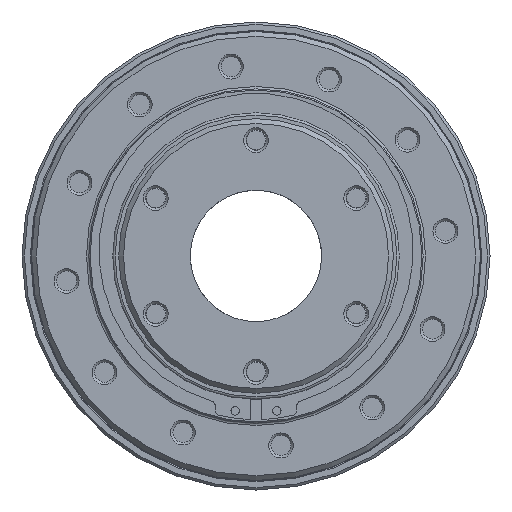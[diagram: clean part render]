
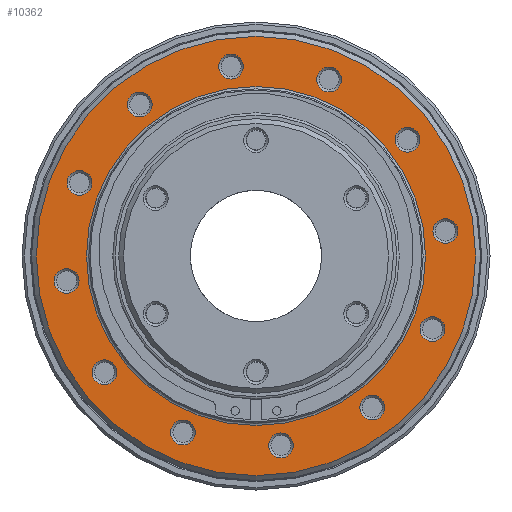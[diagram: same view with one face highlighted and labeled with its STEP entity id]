
A CAD part, left-side view. The second image highlights one B-rep face of the part: STEP entity #10362.
In plain terms, the highlighted planar face has unit normal (-1, 0, 0).
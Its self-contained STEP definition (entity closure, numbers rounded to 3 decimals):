
#1880=PLANE('',#11776);
#2765=ORIENTED_EDGE('',*,*,#5343,.T.);
#2766=ORIENTED_EDGE('',*,*,#5346,.T.);
#2767=ORIENTED_EDGE('',*,*,#5349,.T.);
#2768=ORIENTED_EDGE('',*,*,#5352,.T.);
#2769=ORIENTED_EDGE('',*,*,#5355,.T.);
#2770=ORIENTED_EDGE('',*,*,#5358,.T.);
#2771=ORIENTED_EDGE('',*,*,#5361,.T.);
#2772=ORIENTED_EDGE('',*,*,#5364,.T.);
#2773=ORIENTED_EDGE('',*,*,#5367,.T.);
#2774=ORIENTED_EDGE('',*,*,#5370,.T.);
#2775=ORIENTED_EDGE('',*,*,#5373,.T.);
#2776=ORIENTED_EDGE('',*,*,#5417,.T.);
#2777=ORIENTED_EDGE('',*,*,#5418,.T.);
#2778=ORIENTED_EDGE('',*,*,#5419,.T.);
#5343=EDGE_CURVE('',#6751,#6751,#7792,.F.);
#5346=EDGE_CURVE('',#6754,#6754,#7795,.F.);
#5349=EDGE_CURVE('',#6757,#6757,#7798,.F.);
#5352=EDGE_CURVE('',#6760,#6760,#7801,.F.);
#5355=EDGE_CURVE('',#6763,#6763,#7804,.F.);
#5358=EDGE_CURVE('',#6766,#6766,#7807,.F.);
#5361=EDGE_CURVE('',#6769,#6769,#7810,.F.);
#5364=EDGE_CURVE('',#6772,#6772,#7813,.F.);
#5367=EDGE_CURVE('',#6775,#6775,#7816,.F.);
#5370=EDGE_CURVE('',#6778,#6778,#7819,.F.);
#5373=EDGE_CURVE('',#6781,#6781,#7822,.F.);
#5417=EDGE_CURVE('',#6825,#6825,#7866,.F.);
#5418=EDGE_CURVE('',#6826,#6826,#7867,.T.);
#5419=EDGE_CURVE('',#6827,#6827,#7868,.F.);
#6751=VERTEX_POINT('',#15627);
#6754=VERTEX_POINT('',#15635);
#6757=VERTEX_POINT('',#15643);
#6760=VERTEX_POINT('',#15651);
#6763=VERTEX_POINT('',#15659);
#6766=VERTEX_POINT('',#15667);
#6769=VERTEX_POINT('',#15675);
#6772=VERTEX_POINT('',#15683);
#6775=VERTEX_POINT('',#15691);
#6778=VERTEX_POINT('',#15699);
#6781=VERTEX_POINT('',#15707);
#6825=VERTEX_POINT('',#15799);
#6826=VERTEX_POINT('',#15801);
#6827=VERTEX_POINT('',#15803);
#7792=CIRCLE('',#11679,5.188);
#7795=CIRCLE('',#11684,5.188);
#7798=CIRCLE('',#11689,5.188);
#7801=CIRCLE('',#11694,5.188);
#7804=CIRCLE('',#11699,5.188);
#7807=CIRCLE('',#11704,5.188);
#7810=CIRCLE('',#11709,5.188);
#7813=CIRCLE('',#11714,5.188);
#7816=CIRCLE('',#11719,5.188);
#7819=CIRCLE('',#11724,5.188);
#7822=CIRCLE('',#11729,5.188);
#7866=CIRCLE('',#11777,5.188);
#7867=CIRCLE('',#11778,92.);
#7868=CIRCLE('',#11779,71.);
#8366=EDGE_LOOP('',(#2765));
#8367=EDGE_LOOP('',(#2766));
#8368=EDGE_LOOP('',(#2767));
#8369=EDGE_LOOP('',(#2768));
#8370=EDGE_LOOP('',(#2769));
#8371=EDGE_LOOP('',(#2770));
#8372=EDGE_LOOP('',(#2771));
#8373=EDGE_LOOP('',(#2772));
#8374=EDGE_LOOP('',(#2773));
#8375=EDGE_LOOP('',(#2774));
#8376=EDGE_LOOP('',(#2775));
#8377=EDGE_LOOP('',(#2776));
#8378=EDGE_LOOP('',(#2777));
#8379=EDGE_LOOP('',(#2778));
#9390=FACE_BOUND('',#8366,.T.);
#9391=FACE_BOUND('',#8367,.T.);
#9392=FACE_BOUND('',#8368,.T.);
#9393=FACE_BOUND('',#8369,.T.);
#9394=FACE_BOUND('',#8370,.T.);
#9395=FACE_BOUND('',#8371,.T.);
#9396=FACE_BOUND('',#8372,.T.);
#9397=FACE_BOUND('',#8373,.T.);
#9398=FACE_BOUND('',#8374,.T.);
#9399=FACE_BOUND('',#8375,.T.);
#9400=FACE_BOUND('',#8376,.T.);
#9401=FACE_BOUND('',#8377,.T.);
#9402=FACE_BOUND('',#8378,.T.);
#9403=FACE_BOUND('',#8379,.T.);
#10362=ADVANCED_FACE('',(#9390,#9391,#9392,#9393,#9394,#9395,#9396,#9397,
#9398,#9399,#9400,#9401,#9402,#9403),#1880,.T.);
#11679=AXIS2_PLACEMENT_3D('',#15626,#13052,#13053);
#11684=AXIS2_PLACEMENT_3D('',#15634,#13062,#13063);
#11689=AXIS2_PLACEMENT_3D('',#15642,#13072,#13073);
#11694=AXIS2_PLACEMENT_3D('',#15650,#13082,#13083);
#11699=AXIS2_PLACEMENT_3D('',#15658,#13092,#13093);
#11704=AXIS2_PLACEMENT_3D('',#15666,#13102,#13103);
#11709=AXIS2_PLACEMENT_3D('',#15674,#13112,#13113);
#11714=AXIS2_PLACEMENT_3D('',#15682,#13122,#13123);
#11719=AXIS2_PLACEMENT_3D('',#15690,#13132,#13133);
#11724=AXIS2_PLACEMENT_3D('',#15698,#13142,#13143);
#11729=AXIS2_PLACEMENT_3D('',#15706,#13152,#13153);
#11776=AXIS2_PLACEMENT_3D('',#15797,#13246,#13247);
#11777=AXIS2_PLACEMENT_3D('',#15798,#13248,#13249);
#11778=AXIS2_PLACEMENT_3D('',#15800,#13250,#13251);
#11779=AXIS2_PLACEMENT_3D('',#15802,#13252,#13253);
#13052=DIRECTION('',(-1.,0.,0.));
#13053=DIRECTION('',(0.,0.5,0.866));
#13062=DIRECTION('',(-1.,0.,0.));
#13063=DIRECTION('',(0.,0.866,0.5));
#13072=DIRECTION('',(-1.,0.,0.));
#13073=DIRECTION('',(0.,1.,0.));
#13082=DIRECTION('',(-1.,0.,0.));
#13083=DIRECTION('',(0.,0.866,-0.5));
#13092=DIRECTION('',(-1.,0.,0.));
#13093=DIRECTION('',(0.,0.5,-0.866));
#13102=DIRECTION('',(-1.,0.,0.));
#13103=DIRECTION('',(0.,0.,-1.));
#13112=DIRECTION('',(-1.,0.,0.));
#13113=DIRECTION('',(0.,-0.5,-0.866));
#13122=DIRECTION('',(-1.,0.,0.));
#13123=DIRECTION('',(0.,-0.866,-0.5));
#13132=DIRECTION('',(-1.,0.,0.));
#13133=DIRECTION('',(0.,-1.,0.));
#13142=DIRECTION('',(-1.,0.,0.));
#13143=DIRECTION('',(0.,-0.866,0.5));
#13152=DIRECTION('',(-1.,0.,0.));
#13153=DIRECTION('',(0.,-0.5,0.866));
#13246=DIRECTION('',(-1.,0.,0.));
#13247=DIRECTION('',(0.,0.,1.));
#13248=DIRECTION('',(-1.,0.,0.));
#13249=DIRECTION('',(0.,0.,1.));
#13250=DIRECTION('',(-1.,0.,0.));
#13251=DIRECTION('',(0.,0.,1.));
#13252=DIRECTION('',(-1.,0.,0.));
#13253=DIRECTION('',(0.,0.,1.));
#15626=CARTESIAN_POINT('',(-18.,79.316,-10.442));
#15627=CARTESIAN_POINT('',(-18.,81.91,-5.949));
#15634=CARTESIAN_POINT('',(-18.,63.468,-48.701));
#15635=CARTESIAN_POINT('',(-18.,67.961,-46.107));
#15642=CARTESIAN_POINT('',(-18.,30.615,-73.91));
#15643=CARTESIAN_POINT('',(-18.,35.803,-73.91));
#15650=CARTESIAN_POINT('',(-18.,-10.442,-79.316));
#15651=CARTESIAN_POINT('',(-18.,-5.949,-81.91));
#15658=CARTESIAN_POINT('',(-18.,-48.701,-63.468));
#15659=CARTESIAN_POINT('',(-18.,-46.107,-67.961));
#15666=CARTESIAN_POINT('',(-18.,-73.91,-30.615));
#15667=CARTESIAN_POINT('',(-18.,-73.91,-35.803));
#15674=CARTESIAN_POINT('',(-18.,-79.316,10.442));
#15675=CARTESIAN_POINT('',(-18.,-81.91,5.949));
#15682=CARTESIAN_POINT('',(-18.,-63.468,48.701));
#15683=CARTESIAN_POINT('',(-18.,-67.961,46.107));
#15690=CARTESIAN_POINT('',(-18.,-30.615,73.91));
#15691=CARTESIAN_POINT('',(-18.,-35.803,73.91));
#15698=CARTESIAN_POINT('',(-18.,10.442,79.316));
#15699=CARTESIAN_POINT('',(-18.,5.949,81.91));
#15706=CARTESIAN_POINT('',(-18.,48.701,63.468));
#15707=CARTESIAN_POINT('',(-18.,46.107,67.961));
#15797=CARTESIAN_POINT('',(-18.,0.,70.));
#15798=CARTESIAN_POINT('',(-18.,73.91,30.615));
#15799=CARTESIAN_POINT('',(-18.,73.91,35.803));
#15800=CARTESIAN_POINT('',(-18.,0.,0.));
#15801=CARTESIAN_POINT('',(-18.,0.,92.));
#15802=CARTESIAN_POINT('',(-18.,0.,0.));
#15803=CARTESIAN_POINT('',(-18.,0.,71.));
